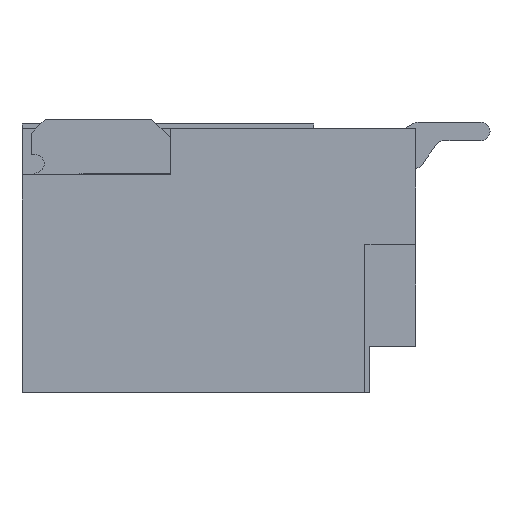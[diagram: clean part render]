
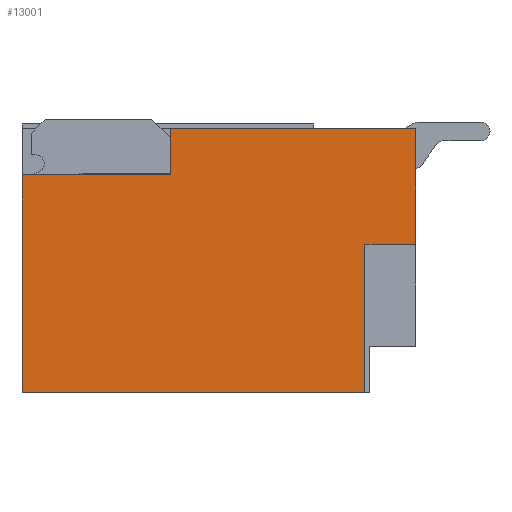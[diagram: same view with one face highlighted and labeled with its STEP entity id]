
A CAD part, left-side view. The second image highlights one B-rep face of the part: STEP entity #13001.
In plain terms, the highlighted planar face has unit normal (-1, 0, 0).
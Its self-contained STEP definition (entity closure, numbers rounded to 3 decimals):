
#35 = CARTESIAN_POINT ( 'NONE',  ( -6.083, 0.664, 6.425 ) ) ;
#115 = DIRECTION ( 'NONE',  ( 0., 1., 0. ) ) ;
#686 = ORIENTED_EDGE ( 'NONE', *, *, #9019, .T. ) ;
#839 = VERTEX_POINT ( 'NONE', #35 ) ;
#1124 = VECTOR ( 'NONE', #1475, 1000. ) ;
#1421 = CARTESIAN_POINT ( 'NONE',  ( -6.083, 2.264, 6.475 ) ) ;
#1475 = DIRECTION ( 'NONE',  ( 0., 0., 1. ) ) ;
#1640 = DIRECTION ( 'NONE',  ( 0., -1., 0. ) ) ;
#1916 = CARTESIAN_POINT ( 'NONE',  ( -6.083, -1.986, 5.175 ) ) ;
#2107 = CARTESIAN_POINT ( 'NONE',  ( -6.083, 0.664, 6.475 ) ) ;
#2130 = VECTOR ( 'NONE', #1640, 1000. ) ;
#2236 = CARTESIAN_POINT ( 'NONE',  ( -6.083, -1.986, 5.925 ) ) ;
#2782 = CARTESIAN_POINT ( 'NONE',  ( -6.083, -1.436, 6.475 ) ) ;
#2822 = VECTOR ( 'NONE', #9732, 1000. ) ;
#2902 = EDGE_CURVE ( 'NONE', #839, #7607, #6168, .T. ) ;
#2907 = CARTESIAN_POINT ( 'NONE',  ( -6.083, -1.986, 6.425 ) ) ;
#3011 = CARTESIAN_POINT ( 'NONE',  ( -6.083, -1.436, 5.175 ) ) ;
#3117 = VECTOR ( 'NONE', #13481, 1000. ) ;
#3190 = VERTEX_POINT ( 'NONE', #7890 ) ;
#3301 = PLANE ( 'NONE',  #11965 ) ;
#3716 = VERTEX_POINT ( 'NONE', #8488 ) ;
#3718 = ORIENTED_EDGE ( 'NONE', *, *, #2902, .F. ) ;
#3864 = LINE ( 'NONE', #12593, #5286 ) ;
#4289 = VERTEX_POINT ( 'NONE', #6294 ) ;
#4898 = ORIENTED_EDGE ( 'NONE', *, *, #11429, .F. ) ;
#5286 = VECTOR ( 'NONE', #9435, 1000. ) ;
#5388 = DIRECTION ( 'NONE',  ( 0., 0., 1. ) ) ;
#5467 = VECTOR ( 'NONE', #10521, 1000. ) ;
#5569 = DIRECTION ( 'NONE',  ( 0., 0., -1. ) ) ;
#6168 = LINE ( 'NONE', #2907, #2822 ) ;
#6294 = CARTESIAN_POINT ( 'NONE',  ( -6.083, 0.664, 5.925 ) ) ;
#6711 = ORIENTED_EDGE ( 'NONE', *, *, #13747, .F. ) ;
#6755 = CARTESIAN_POINT ( 'NONE',  ( -6.083, -1.986, 6.475 ) ) ;
#6866 = LINE ( 'NONE', #2107, #12065 ) ;
#7077 = LINE ( 'NONE', #1421, #1124 ) ;
#7411 = CARTESIAN_POINT ( 'NONE',  ( -6.083, 2.264, 3.575 ) ) ;
#7553 = VERTEX_POINT ( 'NONE', #1916 ) ;
#7607 = VERTEX_POINT ( 'NONE', #8839 ) ;
#7802 = ORIENTED_EDGE ( 'NONE', *, *, #8939, .F. ) ;
#7847 = EDGE_LOOP ( 'NONE', ( #3718, #8533, #4898, #14231, #686, #6711, #7932, #7802 ) ) ;
#7890 = CARTESIAN_POINT ( 'NONE',  ( -6.083, -1.436, 3.575 ) ) ;
#7932 = ORIENTED_EDGE ( 'NONE', *, *, #11979, .F. ) ;
#8488 = CARTESIAN_POINT ( 'NONE',  ( -6.083, 2.264, 3.575 ) ) ;
#8516 = EDGE_CURVE ( 'NONE', #4289, #839, #6866, .T. ) ;
#8533 = ORIENTED_EDGE ( 'NONE', *, *, #8516, .F. ) ;
#8757 = EDGE_CURVE ( 'NONE', #3716, #11999, #7077, .T. ) ;
#8839 = CARTESIAN_POINT ( 'NONE',  ( -6.083, -1.986, 6.425 ) ) ;
#8939 = EDGE_CURVE ( 'NONE', #7607, #7553, #3864, .T. ) ;
#9019 = EDGE_CURVE ( 'NONE', #3716, #3190, #11912, .T. ) ;
#9435 = DIRECTION ( 'NONE',  ( 0., 0., -1. ) ) ;
#9732 = DIRECTION ( 'NONE',  ( 0., -1., 0. ) ) ;
#10020 = LINE ( 'NONE', #2782, #5467 ) ;
#10149 = CARTESIAN_POINT ( 'NONE',  ( -6.083, 2.264, 5.925 ) ) ;
#10491 = LINE ( 'NONE', #2236, #3117 ) ;
#10521 = DIRECTION ( 'NONE',  ( 0., 0., -1. ) ) ;
#11112 = VERTEX_POINT ( 'NONE', #3011 ) ;
#11429 = EDGE_CURVE ( 'NONE', #11999, #4289, #10491, .T. ) ;
#11603 = FACE_OUTER_BOUND ( 'NONE', #7847, .T. ) ;
#11912 = LINE ( 'NONE', #7411, #2130 ) ;
#11965 = AXIS2_PLACEMENT_3D ( 'NONE', #6755, #12265, #5569 ) ;
#11979 = EDGE_CURVE ( 'NONE', #7553, #11112, #14193, .T. ) ;
#11999 = VERTEX_POINT ( 'NONE', #10149 ) ;
#12065 = VECTOR ( 'NONE', #5388, 1000. ) ;
#12265 = DIRECTION ( 'NONE',  ( 1., 0., 0. ) ) ;
#12593 = CARTESIAN_POINT ( 'NONE',  ( -6.083, -1.986, 6.475 ) ) ;
#12784 = VECTOR ( 'NONE', #115, 1000. ) ;
#13001 = ADVANCED_FACE ( 'NONE', ( #11603 ), #3301, .F. ) ;
#13481 = DIRECTION ( 'NONE',  ( 0., -1., 0. ) ) ;
#13662 = CARTESIAN_POINT ( 'NONE',  ( -6.083, -1.986, 5.175 ) ) ;
#13747 = EDGE_CURVE ( 'NONE', #11112, #3190, #10020, .T. ) ;
#14193 = LINE ( 'NONE', #13662, #12784 ) ;
#14231 = ORIENTED_EDGE ( 'NONE', *, *, #8757, .F. ) ;
